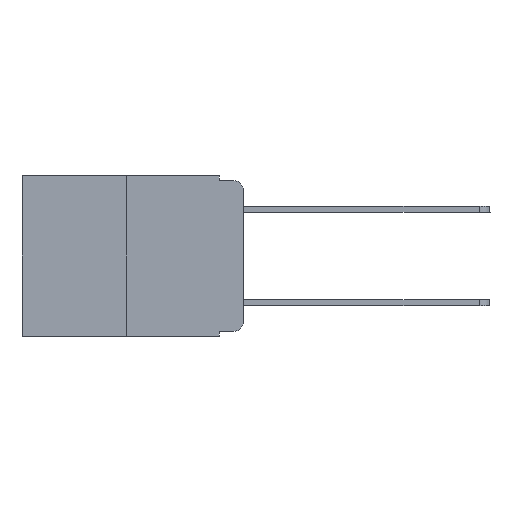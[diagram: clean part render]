
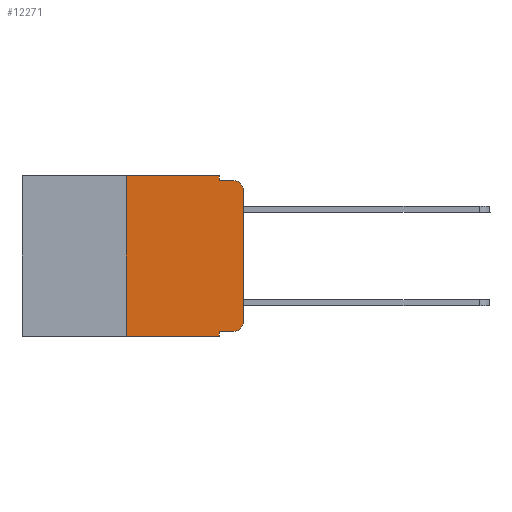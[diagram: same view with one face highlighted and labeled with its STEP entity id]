
A CAD part, left-side view. The second image highlights one B-rep face of the part: STEP entity #12271.
In plain terms, the highlighted planar face has unit normal (-1, 0, 0).
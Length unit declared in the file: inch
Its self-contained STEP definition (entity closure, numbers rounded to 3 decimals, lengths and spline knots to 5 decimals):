
#562 = ORIENTED_EDGE ( 'NONE', *, *, #12101, .T. ) ;
#725 = VECTOR ( 'NONE', #8568, 39.37008 ) ;
#789 = CARTESIAN_POINT ( 'NONE',  ( 0., 0.02, -0.313 ) ) ;
#858 = LINE ( 'NONE', #9198, #13745 ) ;
#884 = VERTEX_POINT ( 'NONE', #18534 ) ;
#1937 = DIRECTION ( 'NONE',  ( 0., 0., 1. ) ) ;
#2475 = VECTOR ( 'NONE', #19957, 39.37008 ) ;
#2796 = VECTOR ( 'NONE', #1937, 39.37008 ) ;
#2820 = DIRECTION ( 'NONE',  ( 0., -1., 0. ) ) ;
#2872 = DIRECTION ( 'NONE',  ( 0., 0., 1. ) ) ;
#3232 = VERTEX_POINT ( 'NONE', #15644 ) ;
#3275 = DIRECTION ( 'NONE',  ( 0., 0., -1. ) ) ;
#3622 = CARTESIAN_POINT ( 'NONE',  ( 0., 0.25, 0. ) ) ;
#3840 = VECTOR ( 'NONE', #2820, 39.37008 ) ;
#4703 = EDGE_CURVE ( 'NONE', #18301, #11956, #19468, .T. ) ;
#4722 = CARTESIAN_POINT ( 'NONE',  ( 0., 0.051, -0.01 ) ) ;
#5055 = ORIENTED_EDGE ( 'NONE', *, *, #8684, .F. ) ;
#5436 = CARTESIAN_POINT ( 'NONE',  ( 0., 0.473, 0. ) ) ;
#5763 = CARTESIAN_POINT ( 'NONE',  ( 0., 0.051, -0.333 ) ) ;
#6342 = DIRECTION ( 'NONE',  ( 1., 0., 0. ) ) ;
#6370 = VERTEX_POINT ( 'NONE', #8798 ) ;
#6487 = CARTESIAN_POINT ( 'NONE',  ( 0., 0., -0.03 ) ) ;
#6548 = CARTESIAN_POINT ( 'NONE',  ( 0., 0.02, -0.03 ) ) ;
#6641 = ORIENTED_EDGE ( 'NONE', *, *, #8537, .T. ) ;
#6795 = LINE ( 'NONE', #18194, #725 ) ;
#7703 = DIRECTION ( 'NONE',  ( 0., 0., -1. ) ) ;
#7707 = LINE ( 'NONE', #19100, #13251 ) ;
#7912 = PLANE ( 'NONE',  #13578 ) ;
#8063 = DIRECTION ( 'NONE',  ( 0., 0., -1. ) ) ;
#8269 = ORIENTED_EDGE ( 'NONE', *, *, #12039, .F. ) ;
#8290 = VERTEX_POINT ( 'NONE', #16610 ) ;
#8362 = LINE ( 'NONE', #15491, #9604 ) ;
#8385 = EDGE_CURVE ( 'NONE', #11018, #18301, #8362, .T. ) ;
#8537 = EDGE_CURVE ( 'NONE', #6370, #11552, #6795, .T. ) ;
#8568 = DIRECTION ( 'NONE',  ( 0., -1., 0. ) ) ;
#8684 = EDGE_CURVE ( 'NONE', #884, #11018, #12353, .T. ) ;
#8798 = CARTESIAN_POINT ( 'NONE',  ( 0., 0.25, -0.343 ) ) ;
#8854 = CARTESIAN_POINT ( 'NONE',  ( 0., 0.051, -0.343 ) ) ;
#9198 = CARTESIAN_POINT ( 'NONE',  ( 0., 0.051, 0. ) ) ;
#9312 = CIRCLE ( 'NONE', #12785, 0.02 ) ;
#9392 = EDGE_CURVE ( 'NONE', #3232, #8290, #19857, .T. ) ;
#9604 = VECTOR ( 'NONE', #14014, 39.37008 ) ;
#9611 = CARTESIAN_POINT ( 'NONE',  ( 0., 0.051, 0. ) ) ;
#10339 = DIRECTION ( 'NONE',  ( -1., 0., 0. ) ) ;
#10396 = CARTESIAN_POINT ( 'NONE',  ( 0., 0., -0.313 ) ) ;
#10613 = VERTEX_POINT ( 'NONE', #10396 ) ;
#11018 = VERTEX_POINT ( 'NONE', #9611 ) ;
#11072 = AXIS2_PLACEMENT_3D ( 'NONE', #789, #10339, #12029 ) ;
#11075 = CIRCLE ( 'NONE', #11072, 0.02 ) ;
#11295 = CARTESIAN_POINT ( 'NONE',  ( 0., 0.473, 0. ) ) ;
#11391 = FACE_OUTER_BOUND ( 'NONE', #15563, .T. ) ;
#11552 = VERTEX_POINT ( 'NONE', #8854 ) ;
#11956 = VERTEX_POINT ( 'NONE', #18475 ) ;
#12029 = DIRECTION ( 'NONE',  ( 0., 0., -1. ) ) ;
#12039 = EDGE_CURVE ( 'NONE', #3232, #11552, #858, .T. ) ;
#12101 = EDGE_CURVE ( 'NONE', #10613, #16785, #7707, .T. ) ;
#12103 = ORIENTED_EDGE ( 'NONE', *, *, #19098, .T. ) ;
#12271 = ADVANCED_FACE ( 'NONE', ( #11391 ), #7912, .F. ) ;
#12343 = DIRECTION ( 'NONE',  ( 0., -1., 0. ) ) ;
#12353 = LINE ( 'NONE', #5436, #2475 ) ;
#12785 = AXIS2_PLACEMENT_3D ( 'NONE', #6548, #12970, #3275 ) ;
#12789 = EDGE_CURVE ( 'NONE', #16785, #11956, #9312, .T. ) ;
#12970 = DIRECTION ( 'NONE',  ( -1., 0., 0. ) ) ;
#13251 = VECTOR ( 'NONE', #2872, 39.37008 ) ;
#13578 = AXIS2_PLACEMENT_3D ( 'NONE', #11295, #6342, #8063 ) ;
#13745 = VECTOR ( 'NONE', #7703, 39.37008 ) ;
#13976 = ORIENTED_EDGE ( 'NONE', *, *, #16932, .F. ) ;
#14014 = DIRECTION ( 'NONE',  ( 0., 0., -1. ) ) ;
#14845 = VECTOR ( 'NONE', #12343, 39.37008 ) ;
#15491 = CARTESIAN_POINT ( 'NONE',  ( 0., 0.051, 0. ) ) ;
#15563 = EDGE_LOOP ( 'NONE', ( #562, #15977, #17642, #16034, #5055, #13976, #6641, #8269, #15957, #12103 ) ) ;
#15644 = CARTESIAN_POINT ( 'NONE',  ( 0., 0.051, -0.333 ) ) ;
#15682 = LINE ( 'NONE', #3622, #2796 ) ;
#15957 = ORIENTED_EDGE ( 'NONE', *, *, #9392, .T. ) ;
#15977 = ORIENTED_EDGE ( 'NONE', *, *, #12789, .T. ) ;
#16034 = ORIENTED_EDGE ( 'NONE', *, *, #8385, .F. ) ;
#16610 = CARTESIAN_POINT ( 'NONE',  ( 0., 0.02, -0.333 ) ) ;
#16785 = VERTEX_POINT ( 'NONE', #6487 ) ;
#16932 = EDGE_CURVE ( 'NONE', #6370, #884, #15682, .T. ) ;
#17367 = CARTESIAN_POINT ( 'NONE',  ( 0., 0.051, -0.01 ) ) ;
#17642 = ORIENTED_EDGE ( 'NONE', *, *, #4703, .F. ) ;
#18194 = CARTESIAN_POINT ( 'NONE',  ( 0., 0.473, -0.343 ) ) ;
#18301 = VERTEX_POINT ( 'NONE', #4722 ) ;
#18475 = CARTESIAN_POINT ( 'NONE',  ( 0., 0.02, -0.01 ) ) ;
#18534 = CARTESIAN_POINT ( 'NONE',  ( 0., 0.25, 0. ) ) ;
#19098 = EDGE_CURVE ( 'NONE', #8290, #10613, #11075, .T. ) ;
#19100 = CARTESIAN_POINT ( 'NONE',  ( 0., 0., 0. ) ) ;
#19468 = LINE ( 'NONE', #17367, #3840 ) ;
#19857 = LINE ( 'NONE', #5763, #14845 ) ;
#19957 = DIRECTION ( 'NONE',  ( 0., -1., 0. ) ) ;
